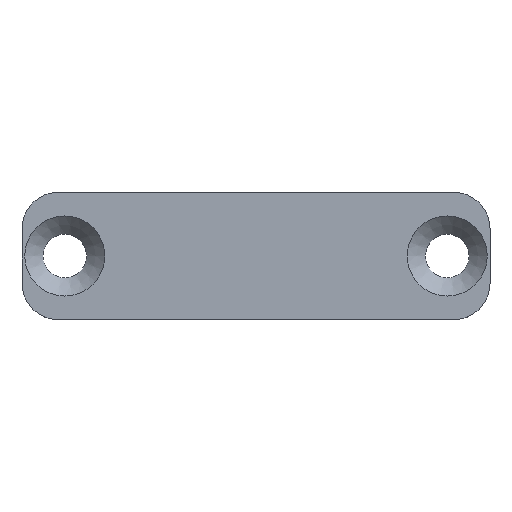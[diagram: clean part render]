
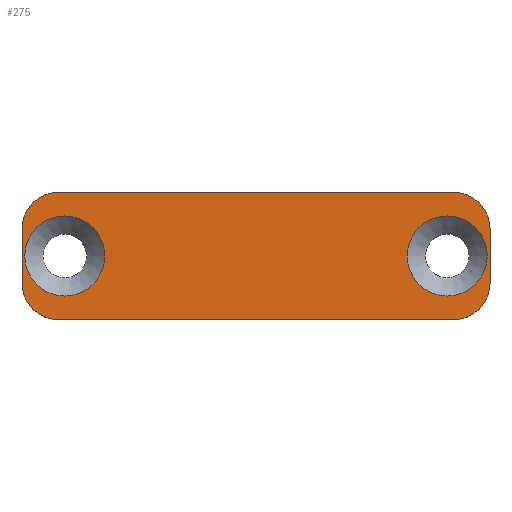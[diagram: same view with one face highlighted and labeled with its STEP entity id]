
A CAD part, top view. The second image highlights one B-rep face of the part: STEP entity #275.
In plain terms, the highlighted planar face has unit normal (0, 0, 1).
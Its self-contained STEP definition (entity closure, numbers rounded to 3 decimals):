
#15=FACE_BOUND('',#58,.T.);
#16=FACE_BOUND('',#59,.T.);
#23=PLANE('',#327);
#43=FACE_OUTER_BOUND('',#57,.T.);
#57=EDGE_LOOP('',(#239,#240,#241,#242,#243,#244,#245,#246));
#58=EDGE_LOOP('',(#247,#248));
#59=EDGE_LOOP('',(#249,#250));
#70=LINE('',#457,#90);
#74=LINE('',#469,#94);
#78=LINE('',#481,#98);
#82=LINE('',#491,#102);
#90=VECTOR('',#374,10.);
#94=VECTOR('',#386,10.);
#98=VECTOR('',#398,10.);
#102=VECTOR('',#410,10.);
#103=CIRCLE('',#298,2.2);
#104=CIRCLE('',#299,2.2);
#108=CIRCLE('',#305,2.2);
#109=CIRCLE('',#306,2.2);
#114=CIRCLE('',#313,2.);
#116=CIRCLE('',#317,2.);
#118=CIRCLE('',#321,2.);
#120=CIRCLE('',#325,2.);
#121=VERTEX_POINT('',#417);
#122=VERTEX_POINT('',#418);
#126=VERTEX_POINT('',#431);
#127=VERTEX_POINT('',#432);
#133=VERTEX_POINT('',#448);
#134=VERTEX_POINT('',#450);
#136=VERTEX_POINT('',#456);
#138=VERTEX_POINT('',#462);
#140=VERTEX_POINT('',#468);
#142=VERTEX_POINT('',#474);
#144=VERTEX_POINT('',#480);
#146=VERTEX_POINT('',#486);
#147=EDGE_CURVE('',#121,#122,#103,.T.);
#148=EDGE_CURVE('',#122,#121,#104,.T.);
#154=EDGE_CURVE('',#126,#127,#108,.T.);
#155=EDGE_CURVE('',#127,#126,#109,.T.);
#163=EDGE_CURVE('',#134,#133,#114,.T.);
#166=EDGE_CURVE('',#136,#134,#70,.T.);
#169=EDGE_CURVE('',#138,#136,#116,.T.);
#172=EDGE_CURVE('',#140,#138,#74,.T.);
#175=EDGE_CURVE('',#142,#140,#118,.T.);
#178=EDGE_CURVE('',#144,#142,#78,.T.);
#181=EDGE_CURVE('',#146,#144,#120,.T.);
#184=EDGE_CURVE('',#133,#146,#82,.T.);
#239=ORIENTED_EDGE('',*,*,#184,.T.);
#240=ORIENTED_EDGE('',*,*,#181,.T.);
#241=ORIENTED_EDGE('',*,*,#178,.T.);
#242=ORIENTED_EDGE('',*,*,#175,.T.);
#243=ORIENTED_EDGE('',*,*,#172,.T.);
#244=ORIENTED_EDGE('',*,*,#169,.T.);
#245=ORIENTED_EDGE('',*,*,#166,.T.);
#246=ORIENTED_EDGE('',*,*,#163,.T.);
#247=ORIENTED_EDGE('',*,*,#147,.T.);
#248=ORIENTED_EDGE('',*,*,#148,.T.);
#249=ORIENTED_EDGE('',*,*,#154,.T.);
#250=ORIENTED_EDGE('',*,*,#155,.T.);
#275=ADVANCED_FACE('',(#43,#15,#16),#23,.T.);
#298=AXIS2_PLACEMENT_3D('',#419,#333,#334);
#299=AXIS2_PLACEMENT_3D('',#420,#335,#336);
#305=AXIS2_PLACEMENT_3D('',#433,#349,#350);
#306=AXIS2_PLACEMENT_3D('',#434,#351,#352);
#313=AXIS2_PLACEMENT_3D('',#451,#368,#369);
#317=AXIS2_PLACEMENT_3D('',#463,#380,#381);
#321=AXIS2_PLACEMENT_3D('',#475,#392,#393);
#325=AXIS2_PLACEMENT_3D('',#487,#404,#405);
#327=AXIS2_PLACEMENT_3D('',#492,#411,#412);
#333=DIRECTION('center_axis',(0.,0.,-1.));
#334=DIRECTION('ref_axis',(1.,0.,0.));
#335=DIRECTION('center_axis',(0.,0.,-1.));
#336=DIRECTION('ref_axis',(1.,0.,0.));
#349=DIRECTION('center_axis',(0.,0.,-1.));
#350=DIRECTION('ref_axis',(1.,0.,0.));
#351=DIRECTION('center_axis',(0.,0.,-1.));
#352=DIRECTION('ref_axis',(1.,0.,0.));
#368=DIRECTION('center_axis',(0.,0.,1.));
#369=DIRECTION('ref_axis',(1.,0.,0.));
#374=DIRECTION('',(0.,1.,0.));
#380=DIRECTION('center_axis',(0.,0.,1.));
#381=DIRECTION('ref_axis',(0.,-1.,0.));
#386=DIRECTION('',(1.,0.,0.));
#392=DIRECTION('center_axis',(0.,0.,1.));
#393=DIRECTION('ref_axis',(-1.,0.,0.));
#398=DIRECTION('',(0.,-1.,0.));
#404=DIRECTION('center_axis',(0.,0.,1.));
#405=DIRECTION('ref_axis',(0.,1.,0.));
#410=DIRECTION('',(-1.,0.,0.));
#411=DIRECTION('center_axis',(0.,0.,1.));
#412=DIRECTION('ref_axis',(1.,0.,0.));
#417=CARTESIAN_POINT('',(18.414,37.605,2.));
#418=CARTESIAN_POINT('',(14.014,37.605,2.));
#419=CARTESIAN_POINT('Origin',(16.214,37.605,2.));
#420=CARTESIAN_POINT('Origin',(16.214,37.605,2.));
#431=CARTESIAN_POINT('',(-2.586,37.605,2.));
#432=CARTESIAN_POINT('',(-6.986,37.605,2.));
#433=CARTESIAN_POINT('Origin',(-4.786,37.605,2.));
#434=CARTESIAN_POINT('Origin',(-4.786,37.605,2.));
#448=CARTESIAN_POINT('',(16.564,41.105,2.));
#450=CARTESIAN_POINT('',(18.564,39.105,2.));
#451=CARTESIAN_POINT('Origin',(16.564,39.105,2.));
#456=CARTESIAN_POINT('',(18.564,36.105,2.));
#457=CARTESIAN_POINT('',(18.564,36.105,2.));
#462=CARTESIAN_POINT('',(16.564,34.105,2.));
#463=CARTESIAN_POINT('Origin',(16.564,36.105,2.));
#468=CARTESIAN_POINT('',(-5.136,34.105,2.));
#469=CARTESIAN_POINT('',(-5.136,34.105,2.));
#474=CARTESIAN_POINT('',(-7.136,36.105,2.));
#475=CARTESIAN_POINT('Origin',(-5.136,36.105,2.));
#480=CARTESIAN_POINT('',(-7.136,39.105,2.));
#481=CARTESIAN_POINT('',(-7.136,39.105,2.));
#486=CARTESIAN_POINT('',(-5.136,41.105,2.));
#487=CARTESIAN_POINT('Origin',(-5.136,39.105,2.));
#491=CARTESIAN_POINT('',(16.564,41.105,2.));
#492=CARTESIAN_POINT('Origin',(5.714,37.605,2.));
